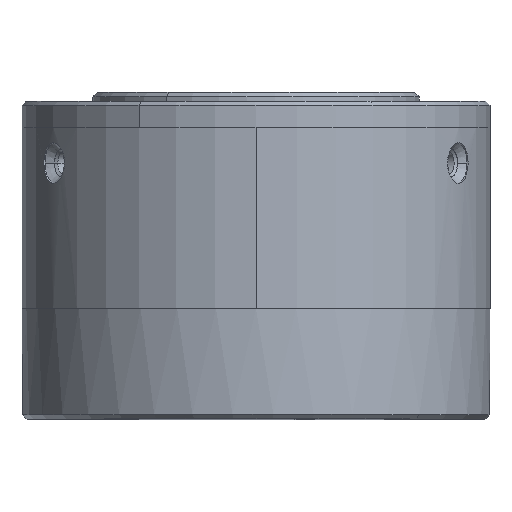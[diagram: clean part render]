
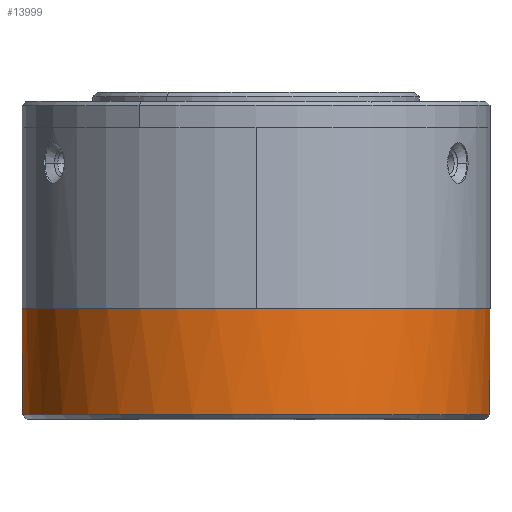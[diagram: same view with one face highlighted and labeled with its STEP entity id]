
A CAD part, top view. The second image highlights one B-rep face of the part: STEP entity #13999.
In plain terms, the highlighted cylindrical face has radius 26.5 mm (diameter 53 mm), a partial arc.
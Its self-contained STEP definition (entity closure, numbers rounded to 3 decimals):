
#578 = AXIS2_PLACEMENT_3D ( 'NONE', #10917, #3395, #21774 ) ;
#956 = DIRECTION ( 'NONE',  ( 0.699, 0., 0.715 ) ) ;
#1649 = CARTESIAN_POINT ( 'NONE',  ( -6.657, 1.5, -25.65 ) ) ;
#2333 = VECTOR ( 'NONE', #19022, 1000. ) ;
#3126 = VECTOR ( 'NONE', #19597, 1000. ) ;
#3387 = DIRECTION ( 'NONE',  ( 0., -1., 0. ) ) ;
#3395 = DIRECTION ( 'NONE',  ( 0., 1., 0. ) ) ;
#4236 = LINE ( 'NONE', #20814, #3126 ) ;
#4352 = DIRECTION ( 'NONE',  ( 0., 1., 0. ) ) ;
#4516 = CIRCLE ( 'NONE', #18998, 26.5 ) ;
#4858 = VERTEX_POINT ( 'NONE', #9906 ) ;
#4988 = LINE ( 'NONE', #21452, #15453 ) ;
#5054 = EDGE_CURVE ( 'NONE', #7799, #18813, #17773, .T. ) ;
#5075 = AXIS2_PLACEMENT_3D ( 'NONE', #11253, #9209, #16515 ) ;
#5103 = DIRECTION ( 'NONE',  ( 0., -1., 0. ) ) ;
#5506 = CIRCLE ( 'NONE', #5075, 26.5 ) ;
#6299 = CARTESIAN_POINT ( 'NONE',  ( 0., 1.5, 0. ) ) ;
#6386 = CARTESIAN_POINT ( 'NONE',  ( 18.518, -10.5, 18.956 ) ) ;
#6391 = ORIENTED_EDGE ( 'NONE', *, *, #19877, .T. ) ;
#6561 = DIRECTION ( 'NONE',  ( 0., 1., 0. ) ) ;
#6636 = DIRECTION ( 'NONE',  ( 0.699, 0., 0.715 ) ) ;
#7633 = VERTEX_POINT ( 'NONE', #9030 ) ;
#7799 = VERTEX_POINT ( 'NONE', #11193 ) ;
#8079 = EDGE_CURVE ( 'NONE', #4858, #8667, #9713, .T. ) ;
#8083 = ORIENTED_EDGE ( 'NONE', *, *, #21518, .T. ) ;
#8488 = VERTEX_POINT ( 'NONE', #6386 ) ;
#8667 = VERTEX_POINT ( 'NONE', #19492 ) ;
#8724 = EDGE_CURVE ( 'NONE', #7633, #18813, #5506, .T. ) ;
#9008 = ORIENTED_EDGE ( 'NONE', *, *, #5054, .T. ) ;
#9030 = CARTESIAN_POINT ( 'NONE',  ( -25.488, -9.5, -7.255 ) ) ;
#9209 = DIRECTION ( 'NONE',  ( 0., 1., 0. ) ) ;
#9338 = ORIENTED_EDGE ( 'NONE', *, *, #8724, .F. ) ;
#9713 = CIRCLE ( 'NONE', #578, 26.5 ) ;
#9906 = CARTESIAN_POINT ( 'NONE',  ( -3.316, -9.5, -26.292 ) ) ;
#10589 = EDGE_CURVE ( 'NONE', #15216, #8488, #19703, .T. ) ;
#10650 = VERTEX_POINT ( 'NONE', #18868 ) ;
#10841 = DIRECTION ( 'NONE',  ( 0., -1., 0. ) ) ;
#10917 = CARTESIAN_POINT ( 'NONE',  ( 0., -9.5, 0. ) ) ;
#11193 = CARTESIAN_POINT ( 'NONE',  ( -26.207, 1.5, -3.93 ) ) ;
#11253 = CARTESIAN_POINT ( 'NONE',  ( 0., -9.5, 0. ) ) ;
#11468 = CARTESIAN_POINT ( 'NONE',  ( -3.316, 1.5, -26.292 ) ) ;
#11750 = DIRECTION ( 'NONE',  ( 0.699, 0., 0.715 ) ) ;
#11819 = CARTESIAN_POINT ( 'NONE',  ( 0., -10.5, 0. ) ) ;
#11990 = AXIS2_PLACEMENT_3D ( 'NONE', #12455, #3387, #17382 ) ;
#12209 = ORIENTED_EDGE ( 'NONE', *, *, #10589, .T. ) ;
#12342 = FACE_OUTER_BOUND ( 'NONE', #19417, .T. ) ;
#12358 = AXIS2_PLACEMENT_3D ( 'NONE', #14989, #4352, #11750 ) ;
#12455 = CARTESIAN_POINT ( 'NONE',  ( 0., 1.5, 0. ) ) ;
#12522 = EDGE_CURVE ( 'NONE', #7633, #15216, #4988, .T. ) ;
#13999 = ADVANCED_FACE ( 'NONE', ( #12342 ), #23314, .T. ) ;
#14509 = ORIENTED_EDGE ( 'NONE', *, *, #8079, .F. ) ;
#14989 = CARTESIAN_POINT ( 'NONE',  ( 0., -10.5, 0. ) ) ;
#15216 = VERTEX_POINT ( 'NONE', #16839 ) ;
#15453 = VECTOR ( 'NONE', #5103, 1000. ) ;
#15636 = EDGE_CURVE ( 'NONE', #8488, #10650, #18856, .T. ) ;
#15704 = VECTOR ( 'NONE', #10841, 1000. ) ;
#16515 = DIRECTION ( 'NONE',  ( 0.699, 0., 0.715 ) ) ;
#16723 = EDGE_CURVE ( 'NONE', #7799, #20701, #4516, .T. ) ;
#16839 = CARTESIAN_POINT ( 'NONE',  ( -25.488, -10.5, -7.255 ) ) ;
#17382 = DIRECTION ( 'NONE',  ( -0.699, 0., -0.715 ) ) ;
#17667 = CARTESIAN_POINT ( 'NONE',  ( -26.207, -9.5, -3.93 ) ) ;
#17773 = LINE ( 'NONE', #19672, #15704 ) ;
#17804 = AXIS2_PLACEMENT_3D ( 'NONE', #11819, #6561, #956 ) ;
#18598 = ORIENTED_EDGE ( 'NONE', *, *, #16723, .F. ) ;
#18813 = VERTEX_POINT ( 'NONE', #17667 ) ;
#18856 = CIRCLE ( 'NONE', #12358, 26.5 ) ;
#18868 = CARTESIAN_POINT ( 'NONE',  ( -6.657, -10.5, -25.65 ) ) ;
#18998 = AXIS2_PLACEMENT_3D ( 'NONE', #6299, #22868, #6636 ) ;
#19022 = DIRECTION ( 'NONE',  ( 0., 1., 0. ) ) ;
#19417 = EDGE_LOOP ( 'NONE', ( #21726, #12209, #22387, #6391, #14509, #8083, #18598, #9008, #9338 ) ) ;
#19492 = CARTESIAN_POINT ( 'NONE',  ( -6.657, -9.5, -25.65 ) ) ;
#19597 = DIRECTION ( 'NONE',  ( 0., 1., 0. ) ) ;
#19672 = CARTESIAN_POINT ( 'NONE',  ( -26.207, 1.5, -3.93 ) ) ;
#19703 = CIRCLE ( 'NONE', #17804, 26.5 ) ;
#19877 = EDGE_CURVE ( 'NONE', #10650, #8667, #20927, .T. ) ;
#20701 = VERTEX_POINT ( 'NONE', #11468 ) ;
#20814 = CARTESIAN_POINT ( 'NONE',  ( -3.316, 1.5, -26.292 ) ) ;
#20927 = LINE ( 'NONE', #1649, #2333 ) ;
#21452 = CARTESIAN_POINT ( 'NONE',  ( -25.488, 1.5, -7.255 ) ) ;
#21518 = EDGE_CURVE ( 'NONE', #4858, #20701, #4236, .T. ) ;
#21726 = ORIENTED_EDGE ( 'NONE', *, *, #12522, .T. ) ;
#21774 = DIRECTION ( 'NONE',  ( 0.699, 0., 0.715 ) ) ;
#22387 = ORIENTED_EDGE ( 'NONE', *, *, #15636, .T. ) ;
#22868 = DIRECTION ( 'NONE',  ( 0., 1., 0. ) ) ;
#23314 = CYLINDRICAL_SURFACE ( 'NONE', #11990, 26.5 ) ;
